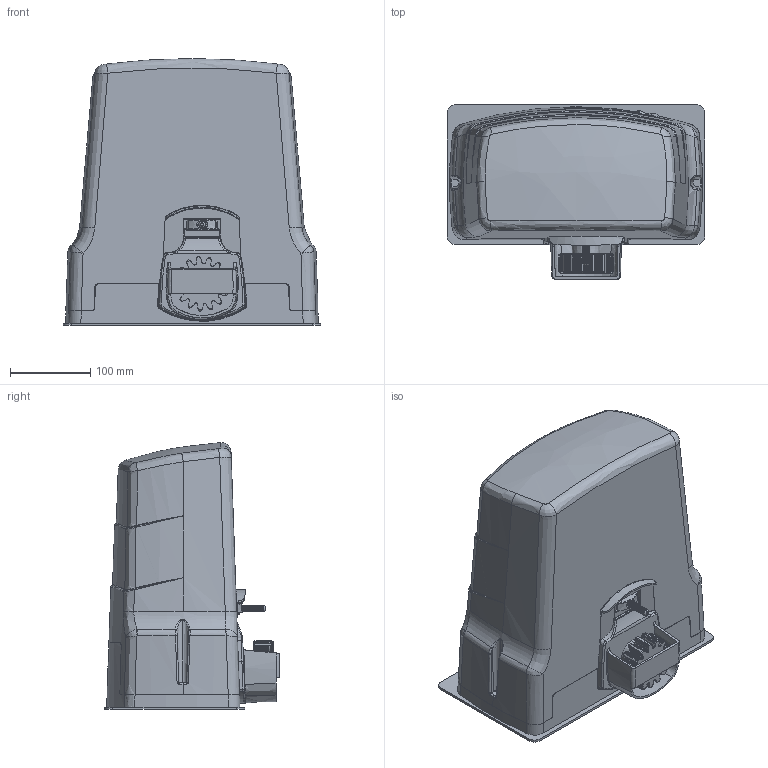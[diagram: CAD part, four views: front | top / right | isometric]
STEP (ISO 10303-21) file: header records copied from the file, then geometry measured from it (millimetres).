
FILE_DESCRIPTION (( 'STEP AP214' ), '1' );
FILE_NAME ('H30 BH30.STEP', '2017-03-03T15:26:09', ( 'admin' ), ( 'Microsoft' ), 'SwSTEP 2.0', 'SolidWorks 2016', '' );
FILE_SCHEMA (( 'AUTOMOTIVE_DESIGN' ));
Length unit declared in the file: millimetre
Products named in the file (1): H30 BH30
Bounding box: 320 x 217.05 x 332.04 mm (x, y, z)
Volume: 12567915.4 mm3; surface area: 684080.4 mm2
Topology: 12 solids, 14 shells, 1464 faces, 4094 edges, 2708 vertices
Faces by surface type: plane 484, cylinder 418, bspline 378, cone 152, torus 32
Entity records: 88156 total; most frequent: CARTESIAN_POINT 54757, ORIENTED_EDGE 8174, DIRECTION 5176, EDGE_CURVE 4087, VERTEX_POINT 2708, AXIS2_PLACEMENT_3D 1888, B_SPLINE_CURVE_WITH_KNOTS 1642, EDGE_LOOP 1525
